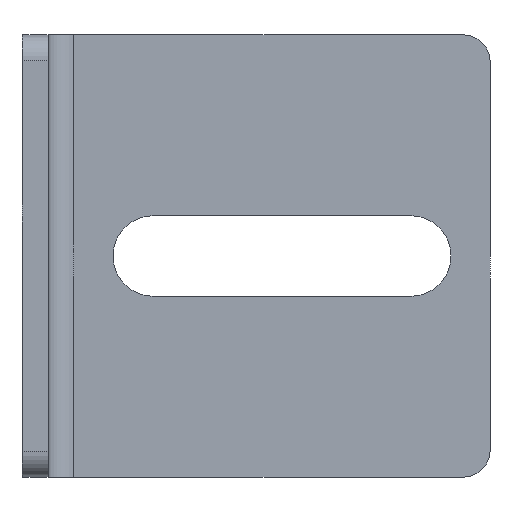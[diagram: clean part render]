
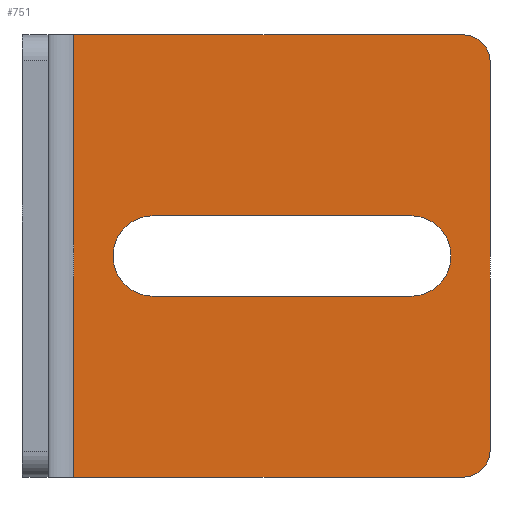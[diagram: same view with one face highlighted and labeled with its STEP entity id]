
A CAD part, left-side view. The second image highlights one B-rep face of the part: STEP entity #751.
In plain terms, the highlighted planar face has unit normal (-1, 0, 0).
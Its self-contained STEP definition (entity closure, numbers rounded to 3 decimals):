
#2 = AXIS2_PLACEMENT_3D ( 'NONE', #1258, #506, #1464 ) ;
#12 = EDGE_CURVE ( 'NONE', #1047, #162, #444, .T. ) ;
#29 = CARTESIAN_POINT ( 'NONE',  ( -2., -10.1, 20.1 ) ) ;
#50 = AXIS2_PLACEMENT_3D ( 'NONE', #608, #976, #838 ) ;
#51 = VECTOR ( 'NONE', #553, 1000. ) ;
#53 = FACE_BOUND ( 'NONE', #1304, .T. ) ;
#64 = EDGE_CURVE ( 'NONE', #1080, #141, #717, .T. ) ;
#68 = CARTESIAN_POINT ( 'NONE',  ( -2., -29.9, 20.1 ) ) ;
#72 = CARTESIAN_POINT ( 'NONE',  ( -2., -34., 34. ) ) ;
#86 = DIRECTION ( 'NONE',  ( 0., 0., -1. ) ) ;
#94 = CARTESIAN_POINT ( 'NONE',  ( -2., -36., 100.657 ) ) ;
#110 = VERTEX_POINT ( 'NONE', #1460 ) ;
#141 = VERTEX_POINT ( 'NONE', #606 ) ;
#144 = CARTESIAN_POINT ( 'NONE',  ( -2., -29.9, 13.9 ) ) ;
#152 = CIRCLE ( 'NONE', #274, 3.1 ) ;
#162 = VERTEX_POINT ( 'NONE', #29 ) ;
#164 = DIRECTION ( 'NONE',  ( -1., 0., 0. ) ) ;
#167 = VECTOR ( 'NONE', #905, 1000. ) ;
#179 = CARTESIAN_POINT ( 'NONE',  ( -2., -36., 2. ) ) ;
#211 = ORIENTED_EDGE ( 'NONE', *, *, #1585, .T. ) ;
#215 = EDGE_CURVE ( 'NONE', #494, #110, #1379, .T. ) ;
#274 = AXIS2_PLACEMENT_3D ( 'NONE', #280, #164, #1376 ) ;
#280 = CARTESIAN_POINT ( 'NONE',  ( -2., -29.9, 17. ) ) ;
#329 = DIRECTION ( 'NONE',  ( 0., -1., 0. ) ) ;
#337 = VERTEX_POINT ( 'NONE', #829 ) ;
#339 = CIRCLE ( 'NONE', #1238, 2. ) ;
#369 = CARTESIAN_POINT ( 'NONE',  ( -2., -10.1, 13.9 ) ) ;
#391 = DIRECTION ( 'NONE',  ( 0., -1., 0. ) ) ;
#423 = ORIENTED_EDGE ( 'NONE', *, *, #1229, .F. ) ;
#429 = CARTESIAN_POINT ( 'NONE',  ( -2., 0., 100.657 ) ) ;
#444 = LINE ( 'NONE', #68, #51 ) ;
#475 = ORIENTED_EDGE ( 'NONE', *, *, #64, .F. ) ;
#488 = EDGE_CURVE ( 'NONE', #1425, #1047, #822, .T. ) ;
#490 = ORIENTED_EDGE ( 'NONE', *, *, #614, .F. ) ;
#494 = VERTEX_POINT ( 'NONE', #369 ) ;
#506 = DIRECTION ( 'NONE',  ( -1., 0., 0. ) ) ;
#534 = FACE_OUTER_BOUND ( 'NONE', #1157, .T. ) ;
#553 = DIRECTION ( 'NONE',  ( 0., 1., 0. ) ) ;
#600 = CIRCLE ( 'NONE', #731, 2. ) ;
#601 = VECTOR ( 'NONE', #86, 1000. ) ;
#606 = CARTESIAN_POINT ( 'NONE',  ( -2., -4., 0. ) ) ;
#608 = CARTESIAN_POINT ( 'NONE',  ( -2., -10.1, 17. ) ) ;
#614 = EDGE_CURVE ( 'NONE', #110, #1425, #152, .T. ) ;
#638 = LINE ( 'NONE', #870, #1207 ) ;
#669 = LINE ( 'NONE', #1045, #167 ) ;
#695 = ORIENTED_EDGE ( 'NONE', *, *, #1475, .F. ) ;
#705 = VECTOR ( 'NONE', #391, 1000. ) ;
#717 = LINE ( 'NONE', #1342, #1560 ) ;
#731 = AXIS2_PLACEMENT_3D ( 'NONE', #1291, #1415, #329 ) ;
#751 = ADVANCED_FACE ( 'NONE', ( #53, #534 ), #1154, .T. ) ;
#786 = EDGE_CURVE ( 'NONE', #1054, #1542, #1189, .T. ) ;
#822 = CIRCLE ( 'NONE', #2, 3.1 ) ;
#829 = CARTESIAN_POINT ( 'NONE',  ( -2., -4., 34. ) ) ;
#835 = ORIENTED_EDGE ( 'NONE', *, *, #999, .T. ) ;
#838 = DIRECTION ( 'NONE',  ( 0., -1., 0. ) ) ;
#859 = DIRECTION ( 'NONE',  ( 0., -1., 0. ) ) ;
#870 = CARTESIAN_POINT ( 'NONE',  ( -2., 0., 34. ) ) ;
#901 = CIRCLE ( 'NONE', #50, 3.1 ) ;
#903 = DIRECTION ( 'NONE',  ( -1., 0., 0. ) ) ;
#905 = DIRECTION ( 'NONE',  ( 0., 0., -1. ) ) ;
#919 = DIRECTION ( 'NONE',  ( 0., -1., 0. ) ) ;
#932 = CARTESIAN_POINT ( 'NONE',  ( -2., -36., 32. ) ) ;
#976 = DIRECTION ( 'NONE',  ( -1., 0., 0. ) ) ;
#999 = EDGE_CURVE ( 'NONE', #1054, #1528, #600, .T. ) ;
#1045 = CARTESIAN_POINT ( 'NONE',  ( -2., -4., 0. ) ) ;
#1047 = VERTEX_POINT ( 'NONE', #1065 ) ;
#1054 = VERTEX_POINT ( 'NONE', #932 ) ;
#1058 = ORIENTED_EDGE ( 'NONE', *, *, #12, .F. ) ;
#1065 = CARTESIAN_POINT ( 'NONE',  ( -2., -29.9, 20.1 ) ) ;
#1080 = VERTEX_POINT ( 'NONE', #1153 ) ;
#1105 = ORIENTED_EDGE ( 'NONE', *, *, #1514, .T. ) ;
#1139 = ORIENTED_EDGE ( 'NONE', *, *, #488, .F. ) ;
#1151 = DIRECTION ( 'NONE',  ( -1., 0., 0. ) ) ;
#1153 = CARTESIAN_POINT ( 'NONE',  ( -2., -34., 0. ) ) ;
#1154 = PLANE ( 'NONE',  #1326 ) ;
#1157 = EDGE_LOOP ( 'NONE', ( #475, #211, #1261, #835, #695, #1105 ) ) ;
#1189 = LINE ( 'NONE', #94, #601 ) ;
#1204 = DIRECTION ( 'NONE',  ( 0., 1., 0. ) ) ;
#1207 = VECTOR ( 'NONE', #859, 1000. ) ;
#1229 = EDGE_CURVE ( 'NONE', #162, #494, #901, .T. ) ;
#1238 = AXIS2_PLACEMENT_3D ( 'NONE', #1399, #1151, #1394 ) ;
#1258 = CARTESIAN_POINT ( 'NONE',  ( -2., -29.9, 17. ) ) ;
#1261 = ORIENTED_EDGE ( 'NONE', *, *, #786, .F. ) ;
#1291 = CARTESIAN_POINT ( 'NONE',  ( -2., -34., 32. ) ) ;
#1295 = ORIENTED_EDGE ( 'NONE', *, *, #215, .F. ) ;
#1304 = EDGE_LOOP ( 'NONE', ( #490, #1295, #423, #1058, #1139 ) ) ;
#1326 = AXIS2_PLACEMENT_3D ( 'NONE', #429, #903, #919 ) ;
#1342 = CARTESIAN_POINT ( 'NONE',  ( -2., 0., 0. ) ) ;
#1368 = CARTESIAN_POINT ( 'NONE',  ( -2., -33., 17. ) ) ;
#1376 = DIRECTION ( 'NONE',  ( 0., -1., 0. ) ) ;
#1379 = LINE ( 'NONE', #144, #705 ) ;
#1394 = DIRECTION ( 'NONE',  ( 0., -1., 0. ) ) ;
#1399 = CARTESIAN_POINT ( 'NONE',  ( -2., -34., 2. ) ) ;
#1415 = DIRECTION ( 'NONE',  ( -1., 0., 0. ) ) ;
#1425 = VERTEX_POINT ( 'NONE', #1368 ) ;
#1460 = CARTESIAN_POINT ( 'NONE',  ( -2., -29.9, 13.9 ) ) ;
#1464 = DIRECTION ( 'NONE',  ( 0., -1., 0. ) ) ;
#1475 = EDGE_CURVE ( 'NONE', #337, #1528, #638, .T. ) ;
#1514 = EDGE_CURVE ( 'NONE', #337, #141, #669, .T. ) ;
#1528 = VERTEX_POINT ( 'NONE', #72 ) ;
#1542 = VERTEX_POINT ( 'NONE', #179 ) ;
#1560 = VECTOR ( 'NONE', #1204, 1000. ) ;
#1585 = EDGE_CURVE ( 'NONE', #1080, #1542, #339, .T. ) ;
